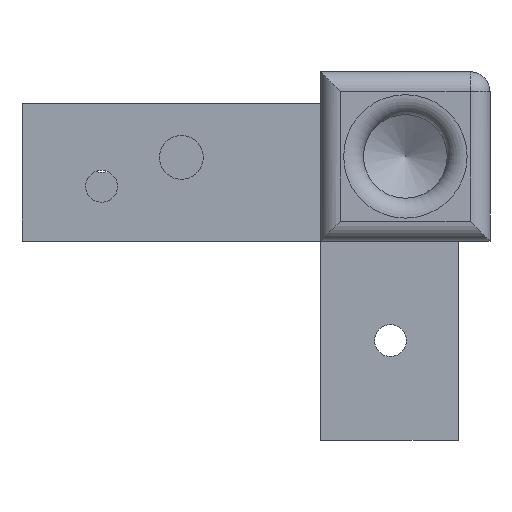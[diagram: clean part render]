
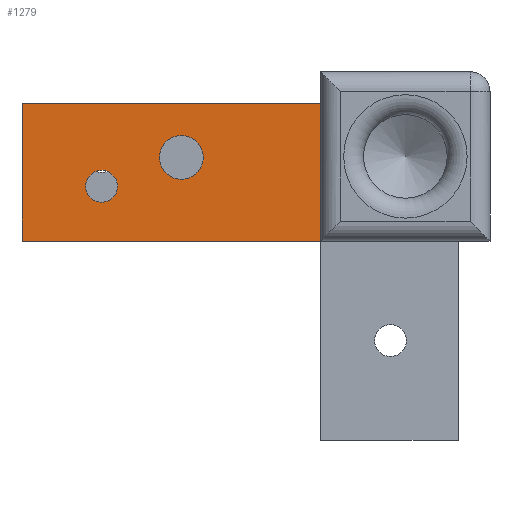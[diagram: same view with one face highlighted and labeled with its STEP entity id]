
A CAD part, front view. The second image highlights one B-rep face of the part: STEP entity #1279.
In plain terms, the highlighted planar face has unit normal (0, -1, 0).
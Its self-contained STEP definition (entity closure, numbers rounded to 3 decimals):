
#28=FACE_BOUND('',#216,.T.);
#29=FACE_BOUND('',#217,.T.);
#140=FACE_OUTER_BOUND('',#215,.T.);
#215=EDGE_LOOP('',(#1085,#1086,#1087,#1088));
#216=EDGE_LOOP('',(#1089));
#217=EDGE_LOOP('',(#1090));
#318=LINE('',#2060,#439);
#339=LINE('',#2126,#460);
#340=LINE('',#2127,#461);
#341=LINE('',#2128,#462);
#439=VECTOR('',#1678,10.);
#460=VECTOR('',#1757,10.);
#461=VECTOR('',#1758,10.);
#462=VECTOR('',#1759,10.);
#520=CIRCLE('',#1377,1.1);
#522=CIRCLE('',#1380,0.8);
#608=VERTEX_POINT('',#2010);
#610=VERTEX_POINT('',#2016);
#627=VERTEX_POINT('',#2057);
#628=VERTEX_POINT('',#2059);
#643=VERTEX_POINT('',#2124);
#644=VERTEX_POINT('',#2125);
#749=EDGE_CURVE('',#608,#608,#520,.T.);
#752=EDGE_CURVE('',#610,#610,#522,.T.);
#772=EDGE_CURVE('',#628,#627,#318,.T.);
#805=EDGE_CURVE('',#643,#644,#339,.T.);
#806=EDGE_CURVE('',#643,#628,#340,.T.);
#807=EDGE_CURVE('',#627,#644,#341,.T.);
#1085=ORIENTED_EDGE('',*,*,#805,.F.);
#1086=ORIENTED_EDGE('',*,*,#806,.T.);
#1087=ORIENTED_EDGE('',*,*,#772,.T.);
#1088=ORIENTED_EDGE('',*,*,#807,.T.);
#1089=ORIENTED_EDGE('',*,*,#752,.T.);
#1090=ORIENTED_EDGE('',*,*,#749,.T.);
#1209=PLANE('',#1420);
#1279=ADVANCED_FACE('',(#140,#28,#29),#1209,.F.);
#1377=AXIS2_PLACEMENT_3D('',#2011,#1634,#1635);
#1380=AXIS2_PLACEMENT_3D('',#2017,#1641,#1642);
#1420=AXIS2_PLACEMENT_3D('',#2123,#1755,#1756);
#1634=DIRECTION('center_axis',(0.,1.,0.));
#1635=DIRECTION('ref_axis',(0.,0.,1.));
#1641=DIRECTION('center_axis',(0.,1.,0.));
#1642=DIRECTION('ref_axis',(0.,0.,1.));
#1678=DIRECTION('',(0.,0.,-1.));
#1755=DIRECTION('center_axis',(0.,1.,0.));
#1756=DIRECTION('ref_axis',(0.,0.,1.));
#1757=DIRECTION('',(0.,0.,-1.));
#1758=DIRECTION('',(-1.,0.,0.));
#1759=DIRECTION('',(1.,0.,0.));
#2010=CARTESIAN_POINT('',(-7.,-102.,43.1));
#2011=CARTESIAN_POINT('Origin',(-7.,-102.,44.2));
#2016=CARTESIAN_POINT('',(-11.,-102.,41.95));
#2017=CARTESIAN_POINT('Origin',(-11.,-102.,42.75));
#2057=CARTESIAN_POINT('',(-15.,-102.,40.));
#2059=CARTESIAN_POINT('',(-15.,-102.,46.9));
#2060=CARTESIAN_POINT('',(-15.,-102.,40.));
#2123=CARTESIAN_POINT('Origin',(-15.,-102.,40.));
#2124=CARTESIAN_POINT('',(0.,-102.,46.9));
#2125=CARTESIAN_POINT('',(0.,-102.,40.));
#2126=CARTESIAN_POINT('',(0.,-102.,40.));
#2127=CARTESIAN_POINT('',(-15.,-102.,46.9));
#2128=CARTESIAN_POINT('',(-7.5,-102.,40.));
